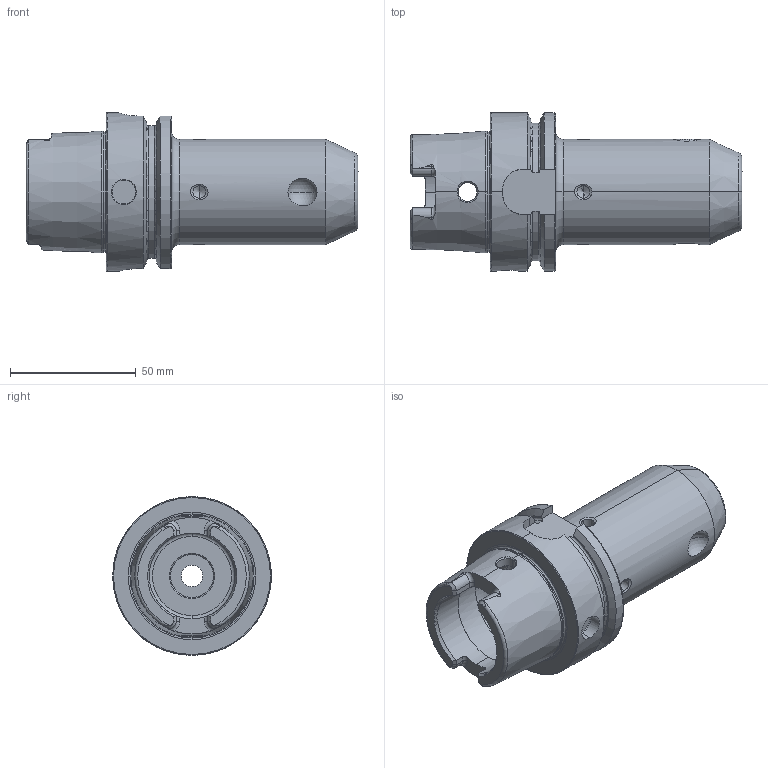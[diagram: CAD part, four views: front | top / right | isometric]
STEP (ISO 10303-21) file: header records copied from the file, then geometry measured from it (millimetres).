
FILE_DESCRIPTION (( 'STEP AP203' ), '1' );
FILE_NAME ('HA6-W12.K21.100.STEP', '2012-10-30T07:36:29', ( 'baer' ), ( 'Hewlett-Packard Company' ), 'SwSTEP 2.0', 'SolidWorks 2012', '' );
FILE_SCHEMA (( 'CONFIG_CONTROL_DESIGN' ));
Length unit declared in the file: millimetre
Products named in the file (4): HA6-W12.K21.100; ERU-CJ2.001.006; W12-ER1.001.016_zum Wuchten; HA6-W12.K21.100_A_Fertigbearbeitung
Assembly tree (4 placements, depth 2):
  HA6-W12.K21.100
    HA6-W12.K21.100_A_Fertigbearbeitung
    W12-ER1.001.016_zum Wuchten
    ERU-CJ2.001.006  x2
Bounding box: 131.95 x 63 x 63 mm (x, y, z)
Volume: 170530 mm3; surface area: 36409.9 mm2
Topology: 4 solids, 4 shells, 286 faces, 720 edges, 443 vertices
Faces by surface type: cylinder 81, plane 77, cone 72, torus 40, bspline 14, sphere 2
Entity records: 10890 total; most frequent: CARTESIAN_POINT 4246, ORIENTED_EDGE 1344, DIRECTION 1230, EDGE_CURVE 672, AXIS2_PLACEMENT_3D 495, VERTEX_POINT 423, EDGE_LOOP 299, FACE_OUTER_BOUND 271
